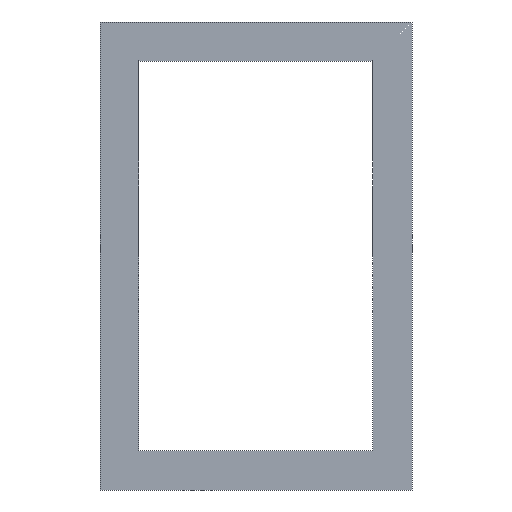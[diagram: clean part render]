
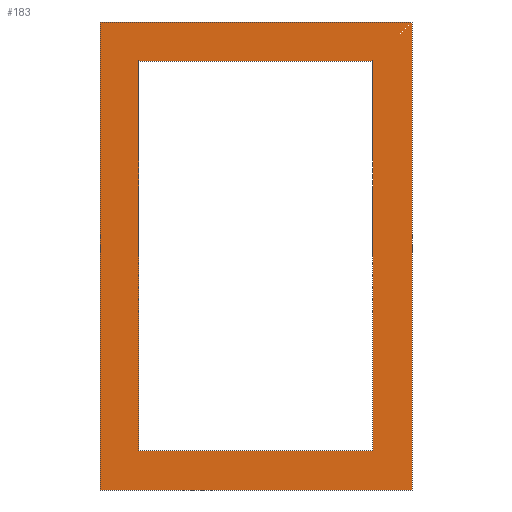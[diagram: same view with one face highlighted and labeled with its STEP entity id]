
A CAD part, front view. The second image highlights one B-rep face of the part: STEP entity #183.
In plain terms, the highlighted planar face has unit normal (0, -1, 0).
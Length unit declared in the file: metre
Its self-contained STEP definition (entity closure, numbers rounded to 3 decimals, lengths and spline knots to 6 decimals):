
#20=ORIENTED_EDGE('',*,*,#68,.T.);
#21=ORIENTED_EDGE('',*,*,#69,.F.);
#22=ORIENTED_EDGE('',*,*,#70,.F.);
#23=ORIENTED_EDGE('',*,*,#71,.T.);
#24=ORIENTED_EDGE('',*,*,#72,.F.);
#25=ORIENTED_EDGE('',*,*,#73,.T.);
#26=ORIENTED_EDGE('',*,*,#74,.T.);
#27=ORIENTED_EDGE('',*,*,#75,.F.);
#68=EDGE_CURVE('',#92,#93,#108,.T.);
#69=EDGE_CURVE('',#94,#93,#109,.T.);
#70=EDGE_CURVE('',#95,#94,#110,.T.);
#71=EDGE_CURVE('',#95,#92,#111,.T.);
#72=EDGE_CURVE('',#96,#97,#112,.T.);
#73=EDGE_CURVE('',#96,#98,#113,.T.);
#74=EDGE_CURVE('',#98,#99,#114,.T.);
#75=EDGE_CURVE('',#97,#99,#115,.T.);
#92=VERTEX_POINT('',#281);
#93=VERTEX_POINT('',#282);
#94=VERTEX_POINT('',#284);
#95=VERTEX_POINT('',#286);
#96=VERTEX_POINT('',#289);
#97=VERTEX_POINT('',#290);
#98=VERTEX_POINT('',#292);
#99=VERTEX_POINT('',#294);
#108=LINE('',#280,#132);
#109=LINE('',#283,#133);
#110=LINE('',#285,#134);
#111=LINE('',#287,#135);
#112=LINE('',#288,#136);
#113=LINE('',#291,#137);
#114=LINE('',#293,#138);
#115=LINE('',#295,#139);
#132=VECTOR('',#229,1.);
#133=VECTOR('',#230,1.);
#134=VECTOR('',#231,1.);
#135=VECTOR('',#232,1.);
#136=VECTOR('',#233,1.);
#137=VECTOR('',#234,1.);
#138=VECTOR('',#235,1.);
#139=VECTOR('',#236,1.);
#150=EDGE_LOOP('',(#20,#21,#22,#23));
#151=EDGE_LOOP('',(#24,#25,#26,#27));
#162=FACE_BOUND('',#150,.T.);
#163=FACE_BOUND('',#151,.T.);
#173=PLANE('',#206);
#183=ADVANCED_FACE('',(#162,#163),#173,.F.);
#206=AXIS2_PLACEMENT_3D('',#279,#227,#228);
#227=DIRECTION('',(0.,1.,0.));
#228=DIRECTION('',(0.,0.,1.));
#229=DIRECTION('',(1.,0.,0.));
#230=DIRECTION('',(0.,0.,-1.));
#231=DIRECTION('',(1.,0.,0.));
#232=DIRECTION('',(0.,0.,-1.));
#233=DIRECTION('',(1.,0.,0.));
#234=DIRECTION('',(0.,0.,1.));
#235=DIRECTION('',(1.,0.,0.));
#236=DIRECTION('',(0.,0.,1.));
#279=CARTESIAN_POINT('',(-0.248014,0.018133,0.9144));
#280=CARTESIAN_POINT('',(-0.248014,0.018133,0.));
#281=CARTESIAN_POINT('',(-0.552814,0.018133,0.));
#282=CARTESIAN_POINT('',(0.056786,0.018133,0.));
#283=CARTESIAN_POINT('',(0.056786,0.018133,0.9144));
#284=CARTESIAN_POINT('',(0.056786,0.018133,0.9144));
#285=CARTESIAN_POINT('',(-0.248014,0.018133,0.9144));
#286=CARTESIAN_POINT('',(-0.552814,0.018133,0.9144));
#287=CARTESIAN_POINT('',(-0.552814,0.018133,0.9144));
#288=CARTESIAN_POINT('',(-0.248014,0.018133,0.0762));
#289=CARTESIAN_POINT('',(-0.476614,0.018133,0.0762));
#290=CARTESIAN_POINT('',(-0.019414,0.018133,0.0762));
#291=CARTESIAN_POINT('',(-0.476614,0.018133,0.4572));
#292=CARTESIAN_POINT('',(-0.476614,0.018133,0.8382));
#293=CARTESIAN_POINT('',(-0.248014,0.018133,0.8382));
#294=CARTESIAN_POINT('',(-0.019414,0.018133,0.8382));
#295=CARTESIAN_POINT('',(-0.019414,0.018133,0.4572));
